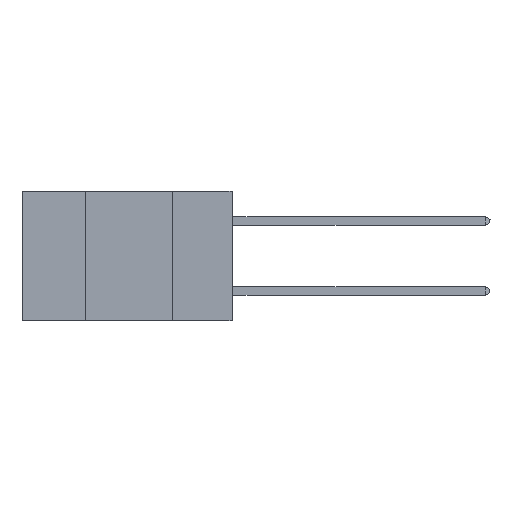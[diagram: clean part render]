
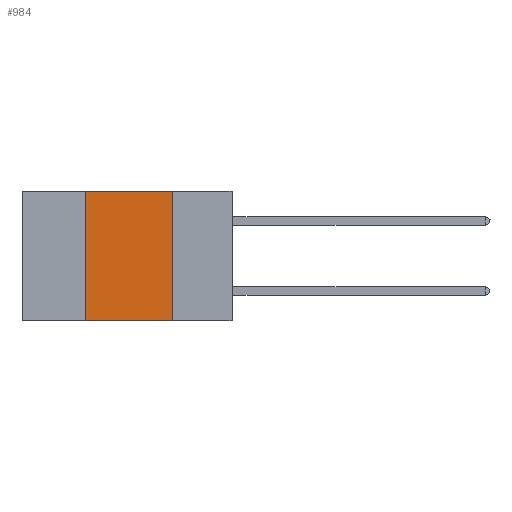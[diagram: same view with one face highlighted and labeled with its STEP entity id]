
A CAD part, left-side view. The second image highlights one B-rep face of the part: STEP entity #984.
In plain terms, the highlighted planar face has unit normal (-1, 0, 0).
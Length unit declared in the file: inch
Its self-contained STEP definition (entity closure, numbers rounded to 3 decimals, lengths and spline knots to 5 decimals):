
#450 = VERTEX_POINT ( 'NONE', #1355 ) ;
#984 = ADVANCED_FACE ( 'NONE', ( #16997 ), #2856, .F. ) ;
#1355 = CARTESIAN_POINT ( 'NONE',  ( 0., 0.17, 0. ) ) ;
#1649 = CARTESIAN_POINT ( 'NONE',  ( 0., 0.42, 0. ) ) ;
#2108 = LINE ( 'NONE', #5697, #19747 ) ;
#2856 = PLANE ( 'NONE',  #16141 ) ;
#2938 = DIRECTION ( 'NONE',  ( 0., 0., 1. ) ) ;
#3613 = VERTEX_POINT ( 'NONE', #11783 ) ;
#4603 = ORIENTED_EDGE ( 'NONE', *, *, #9764, .F. ) ;
#5697 = CARTESIAN_POINT ( 'NONE',  ( 0., 0.6, 0. ) ) ;
#7568 = DIRECTION ( 'NONE',  ( 0., 0., -1. ) ) ;
#9167 = VECTOR ( 'NONE', #2938, 39.37008 ) ;
#9764 = EDGE_CURVE ( 'NONE', #450, #3613, #18121, .T. ) ;
#9972 = EDGE_CURVE ( 'NONE', #15102, #3613, #16736, .T. ) ;
#9993 = EDGE_LOOP ( 'NONE', ( #4603, #19480, #11776, #17522 ) ) ;
#10648 = CARTESIAN_POINT ( 'NONE',  ( 0., 0.42, -0.37 ) ) ;
#11659 = DIRECTION ( 'NONE',  ( 0., 0., -1. ) ) ;
#11776 = ORIENTED_EDGE ( 'NONE', *, *, #15986, .F. ) ;
#11783 = CARTESIAN_POINT ( 'NONE',  ( 0., 0.17, -0.37 ) ) ;
#12686 = CARTESIAN_POINT ( 'NONE',  ( 0., 0.17, 0. ) ) ;
#13194 = EDGE_CURVE ( 'NONE', #22392, #450, #2108, .T. ) ;
#14617 = CARTESIAN_POINT ( 'NONE',  ( 0., 0.42, 0. ) ) ;
#14986 = CARTESIAN_POINT ( 'NONE',  ( 0., 0.6, -0.37 ) ) ;
#15102 = VERTEX_POINT ( 'NONE', #10648 ) ;
#15136 = DIRECTION ( 'NONE',  ( 1., 0., 0. ) ) ;
#15335 = LINE ( 'NONE', #1649, #9167 ) ;
#15986 = EDGE_CURVE ( 'NONE', #15102, #22392, #15335, .T. ) ;
#16141 = AXIS2_PLACEMENT_3D ( 'NONE', #22468, #15136, #11659 ) ;
#16326 = VECTOR ( 'NONE', #7568, 39.37008 ) ;
#16736 = LINE ( 'NONE', #14986, #21149 ) ;
#16997 = FACE_OUTER_BOUND ( 'NONE', #9993, .T. ) ;
#17522 = ORIENTED_EDGE ( 'NONE', *, *, #9972, .T. ) ;
#18103 = DIRECTION ( 'NONE',  ( 0., -1., 0. ) ) ;
#18121 = LINE ( 'NONE', #12686, #16326 ) ;
#19480 = ORIENTED_EDGE ( 'NONE', *, *, #13194, .F. ) ;
#19747 = VECTOR ( 'NONE', #18103, 39.37008 ) ;
#21149 = VECTOR ( 'NONE', #22086, 39.37008 ) ;
#22086 = DIRECTION ( 'NONE',  ( 0., -1., 0. ) ) ;
#22392 = VERTEX_POINT ( 'NONE', #14617 ) ;
#22468 = CARTESIAN_POINT ( 'NONE',  ( 0., 0.6, 0. ) ) ;
